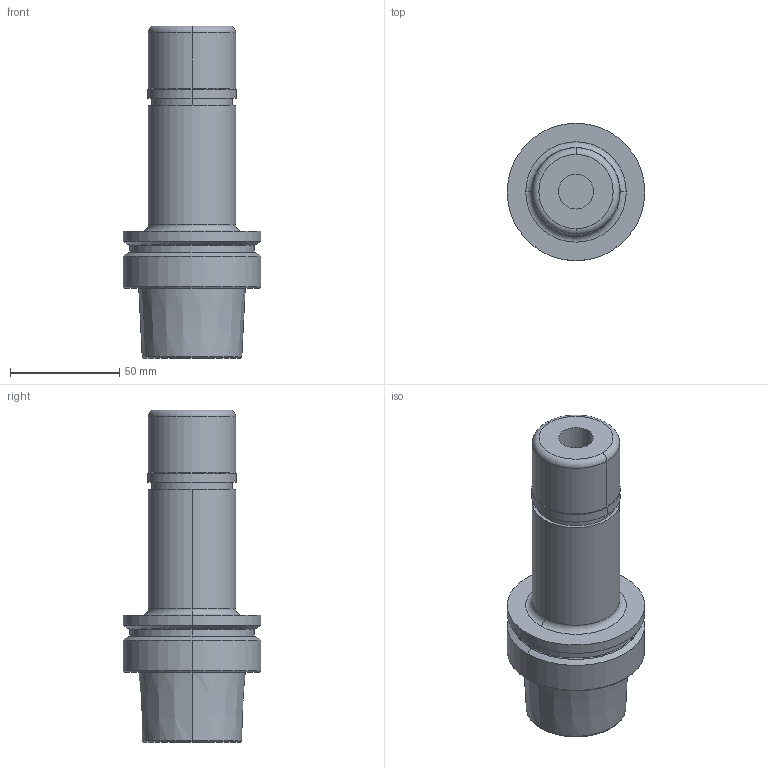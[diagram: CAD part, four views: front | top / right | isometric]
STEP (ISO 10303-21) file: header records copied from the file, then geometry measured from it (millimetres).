
FILE_DESCRIPTION (( 'STEP AP203' ), '1' );
FILE_NAME ('STP-101-763-016-120-1.STEP', '2021-06-02T10:53:01', ( '' ), ( '' ), 'SwSTEP 2.0', 'SolidWorks 2017', '' );
FILE_SCHEMA (( 'CONFIG_CONTROL_DESIGN' ));
Length unit declared in the file: millimetre
Products named in the file (1): STP-101-763-016-120-1
Bounding box: 63 x 63 x 152 mm (x, y, z)
Volume: 197831.1 mm3; surface area: 35999.1 mm2
Topology: 1 solids, 1 shells, 65 faces, 128 edges, 74 vertices
Faces by surface type: cylinder 24, torus 18, cone 12, plane 11
Entity records: 1759 total; most frequent: DIRECTION 352, CARTESIAN_POINT 268, ORIENTED_EDGE 256, AXIS2_PLACEMENT_3D 158, EDGE_CURVE 128, CIRCLE 92, VERTEX_POINT 74, EDGE_LOOP 74
